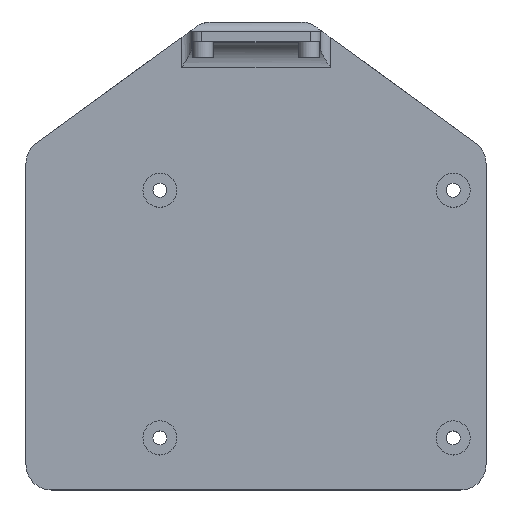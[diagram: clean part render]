
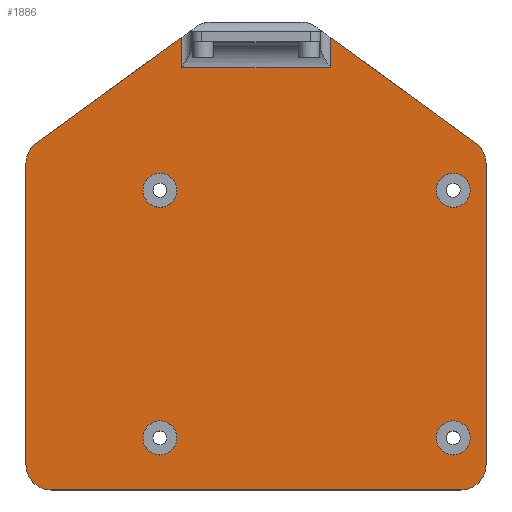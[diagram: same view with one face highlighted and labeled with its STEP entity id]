
A CAD part, top view. The second image highlights one B-rep face of the part: STEP entity #1886.
In plain terms, the highlighted planar face has unit normal (0, 0, 1).
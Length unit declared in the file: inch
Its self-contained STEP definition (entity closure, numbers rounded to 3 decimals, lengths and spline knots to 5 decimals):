
#36=FACE_BOUND('',#275,.T.);
#37=FACE_BOUND('',#276,.T.);
#38=FACE_BOUND('',#277,.T.);
#39=FACE_BOUND('',#278,.T.);
#72=PLANE('',#2060);
#149=FACE_OUTER_BOUND('',#274,.T.);
#274=EDGE_LOOP('',(#1366,#1367,#1368,#1369,#1370,#1371,#1372,#1373,#1374,
#1375,#1376,#1377));
#275=EDGE_LOOP('',(#1378));
#276=EDGE_LOOP('',(#1379));
#277=EDGE_LOOP('',(#1380));
#278=EDGE_LOOP('',(#1381));
#412=LINE('',#2971,#570);
#413=LINE('',#2975,#571);
#414=LINE('',#2977,#572);
#415=LINE('',#2979,#573);
#416=LINE('',#2983,#574);
#417=LINE('',#2987,#575);
#418=LINE('',#2991,#576);
#419=LINE('',#2994,#577);
#570=VECTOR('',#2375,0.3937);
#571=VECTOR('',#2380,0.3937);
#572=VECTOR('',#2381,0.3937);
#573=VECTOR('',#2382,0.3937);
#574=VECTOR('',#2385,0.3937);
#575=VECTOR('',#2388,0.3937);
#576=VECTOR('',#2391,0.3937);
#577=VECTOR('',#2394,0.3937);
#705=CIRCLE('',#1995,0.13287);
#708=CIRCLE('',#2000,0.13287);
#711=CIRCLE('',#2005,0.13287);
#714=CIRCLE('',#2010,0.13287);
#742=CIRCLE('',#2061,0.19685);
#743=CIRCLE('',#2062,0.19685);
#744=CIRCLE('',#2063,0.19685);
#745=CIRCLE('',#2064,0.19685);
#809=VERTEX_POINT('',#2829);
#812=VERTEX_POINT('',#2838);
#815=VERTEX_POINT('',#2847);
#818=VERTEX_POINT('',#2856);
#853=VERTEX_POINT('',#2961);
#854=VERTEX_POINT('',#2970);
#855=VERTEX_POINT('',#2974);
#856=VERTEX_POINT('',#2976);
#857=VERTEX_POINT('',#2978);
#858=VERTEX_POINT('',#2980);
#859=VERTEX_POINT('',#2982);
#860=VERTEX_POINT('',#2984);
#861=VERTEX_POINT('',#2986);
#862=VERTEX_POINT('',#2988);
#863=VERTEX_POINT('',#2990);
#864=VERTEX_POINT('',#2992);
#990=EDGE_CURVE('',#809,#809,#705,.T.);
#994=EDGE_CURVE('',#812,#812,#708,.T.);
#998=EDGE_CURVE('',#815,#815,#711,.T.);
#1002=EDGE_CURVE('',#818,#818,#714,.T.);
#1052=EDGE_CURVE('',#853,#854,#412,.T.);
#1054=EDGE_CURVE('',#855,#853,#413,.T.);
#1055=EDGE_CURVE('',#856,#855,#414,.T.);
#1056=EDGE_CURVE('',#856,#857,#415,.T.);
#1057=EDGE_CURVE('',#858,#857,#742,.T.);
#1058=EDGE_CURVE('',#858,#859,#416,.T.);
#1059=EDGE_CURVE('',#860,#859,#743,.T.);
#1060=EDGE_CURVE('',#860,#861,#417,.T.);
#1061=EDGE_CURVE('',#862,#861,#744,.T.);
#1062=EDGE_CURVE('',#862,#863,#418,.T.);
#1063=EDGE_CURVE('',#864,#863,#745,.T.);
#1064=EDGE_CURVE('',#864,#854,#419,.T.);
#1366=ORIENTED_EDGE('',*,*,#1052,.F.);
#1367=ORIENTED_EDGE('',*,*,#1054,.F.);
#1368=ORIENTED_EDGE('',*,*,#1055,.F.);
#1369=ORIENTED_EDGE('',*,*,#1056,.T.);
#1370=ORIENTED_EDGE('',*,*,#1057,.F.);
#1371=ORIENTED_EDGE('',*,*,#1058,.T.);
#1372=ORIENTED_EDGE('',*,*,#1059,.F.);
#1373=ORIENTED_EDGE('',*,*,#1060,.T.);
#1374=ORIENTED_EDGE('',*,*,#1061,.F.);
#1375=ORIENTED_EDGE('',*,*,#1062,.T.);
#1376=ORIENTED_EDGE('',*,*,#1063,.F.);
#1377=ORIENTED_EDGE('',*,*,#1064,.T.);
#1378=ORIENTED_EDGE('',*,*,#990,.T.);
#1379=ORIENTED_EDGE('',*,*,#994,.T.);
#1380=ORIENTED_EDGE('',*,*,#998,.T.);
#1381=ORIENTED_EDGE('',*,*,#1002,.T.);
#1886=ADVANCED_FACE('',(#149,#36,#37,#38,#39),#72,.T.);
#1995=AXIS2_PLACEMENT_3D('',#2831,#2224,#2225);
#2000=AXIS2_PLACEMENT_3D('',#2840,#2235,#2236);
#2005=AXIS2_PLACEMENT_3D('',#2849,#2246,#2247);
#2010=AXIS2_PLACEMENT_3D('',#2858,#2257,#2258);
#2060=AXIS2_PLACEMENT_3D('',#2973,#2378,#2379);
#2061=AXIS2_PLACEMENT_3D('',#2981,#2383,#2384);
#2062=AXIS2_PLACEMENT_3D('',#2985,#2386,#2387);
#2063=AXIS2_PLACEMENT_3D('',#2989,#2389,#2390);
#2064=AXIS2_PLACEMENT_3D('',#2993,#2392,#2393);
#2224=DIRECTION('center_axis',(0.,0.,-1.));
#2225=DIRECTION('ref_axis',(1.,0.,0.));
#2235=DIRECTION('center_axis',(0.,0.,-1.));
#2236=DIRECTION('ref_axis',(1.,0.,0.));
#2246=DIRECTION('center_axis',(0.,0.,-1.));
#2247=DIRECTION('ref_axis',(1.,0.,0.));
#2257=DIRECTION('center_axis',(0.,0.,-1.));
#2258=DIRECTION('ref_axis',(1.,0.,0.));
#2375=DIRECTION('',(0.,1.,0.));
#2378=DIRECTION('center_axis',(0.,0.,1.));
#2379=DIRECTION('ref_axis',(1.,0.,0.));
#2380=DIRECTION('',(1.,0.,0.));
#2381=DIRECTION('',(0.,-1.,0.));
#2382=DIRECTION('',(-0.809,-0.588,0.));
#2383=DIRECTION('center_axis',(0.,0.,-1.));
#2384=DIRECTION('ref_axis',(-0.891,0.454,0.));
#2385=DIRECTION('',(0.,-1.,0.));
#2386=DIRECTION('center_axis',(0.,0.,-1.));
#2387=DIRECTION('ref_axis',(-0.707,-0.707,0.));
#2388=DIRECTION('',(1.,0.,0.));
#2389=DIRECTION('center_axis',(0.,0.,-1.));
#2390=DIRECTION('ref_axis',(0.707,-0.707,0.));
#2391=DIRECTION('',(0.,1.,0.));
#2392=DIRECTION('center_axis',(0.,0.,-1.));
#2393=DIRECTION('ref_axis',(0.891,0.454,0.));
#2394=DIRECTION('',(-0.809,0.588,0.));
#2829=CARTESIAN_POINT('',(1.40256,1.6823,0.11811));
#2831=CARTESIAN_POINT('Origin',(1.53543,1.6823,0.11811));
#2838=CARTESIAN_POINT('',(1.40256,3.61143,0.11811));
#2840=CARTESIAN_POINT('Origin',(1.53543,3.61143,0.11811));
#2847=CARTESIAN_POINT('',(-0.88091,1.6823,0.11811));
#2849=CARTESIAN_POINT('Origin',(-0.74803,1.6823,0.11811));
#2856=CARTESIAN_POINT('',(-0.88091,3.61143,0.11811));
#2858=CARTESIAN_POINT('Origin',(-0.74803,3.61143,0.11811));
#2961=CARTESIAN_POINT('',(0.57874,4.56693,0.11811));
#2970=CARTESIAN_POINT('',(0.57874,4.8011,0.11811));
#2971=CARTESIAN_POINT('',(0.57874,3.93152,0.11811));
#2973=CARTESIAN_POINT('Origin',(0.,3.09926,
0.11811));
#2974=CARTESIAN_POINT('',(-0.57874,4.56693,0.11811));
#2975=CARTESIAN_POINT('',(-0.25,4.56693,0.11811));
#2976=CARTESIAN_POINT('',(-0.57874,4.8011,0.11811));
#2977=CARTESIAN_POINT('',(-0.57874,3.97089,0.11811));
#2978=CARTESIAN_POINT('',(-1.71021,3.97886,0.11811));
#2979=CARTESIAN_POINT('',(-0.41339,4.92126,0.11811));
#2980=CARTESIAN_POINT('',(-1.79134,3.81962,0.11811));
#2981=CARTESIAN_POINT('Origin',(-1.59449,3.81962,0.11811));
#2982=CARTESIAN_POINT('',(-1.79134,1.47411,0.11811));
#2983=CARTESIAN_POINT('',(-1.79134,3.9199,0.11811));
#2984=CARTESIAN_POINT('',(-1.59449,1.27726,0.11811));
#2985=CARTESIAN_POINT('Origin',(-1.59449,1.47411,0.11811));
#2986=CARTESIAN_POINT('',(1.59449,1.27726,0.11811));
#2987=CARTESIAN_POINT('',(-1.79134,1.27726,0.11811));
#2988=CARTESIAN_POINT('',(1.79134,1.47411,0.11811));
#2989=CARTESIAN_POINT('Origin',(1.59449,1.47411,0.11811));
#2990=CARTESIAN_POINT('',(1.79134,3.81962,0.11811));
#2991=CARTESIAN_POINT('',(1.79134,1.27726,0.11811));
#2992=CARTESIAN_POINT('',(1.71021,3.97886,0.11811));
#2993=CARTESIAN_POINT('Origin',(1.59449,3.81962,0.11811));
#2994=CARTESIAN_POINT('',(1.79134,3.9199,0.11811));
